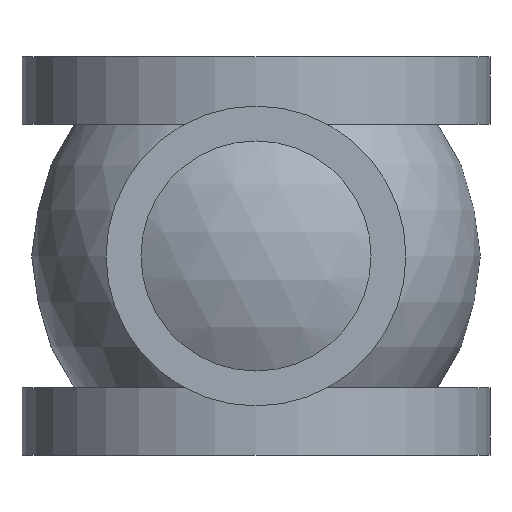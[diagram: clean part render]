
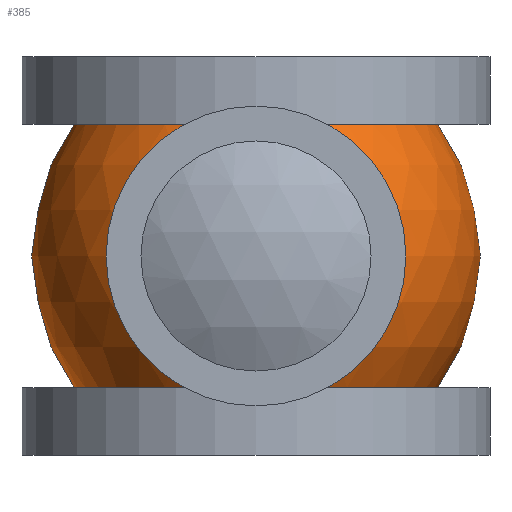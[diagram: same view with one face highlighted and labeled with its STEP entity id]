
A CAD part, left-side view. The second image highlights one B-rep face of the part: STEP entity #385.
In plain terms, the highlighted spherical face has radius 58 mm.
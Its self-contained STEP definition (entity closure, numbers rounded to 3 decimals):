
#14=SPHERICAL_SURFACE('',#457,58.);
#24=FACE_BOUND('',#94,.T.);
#59=FACE_OUTER_BOUND('',#93,.T.);
#93=EDGE_LOOP('',(#301,#302,#303,#304,#305,#306,#307,#308));
#94=EDGE_LOOP('',(#309));
#138=CIRCLE('',#425,46.989);
#145=CIRCLE('',#439,46.989);
#153=CIRCLE('',#455,31.75);
#154=CIRCLE('',#458,58.);
#155=CIRCLE('',#459,31.75);
#156=CIRCLE('',#460,58.);
#157=CIRCLE('',#461,31.75);
#169=VERTEX_POINT('',#629);
#176=VERTEX_POINT('',#653);
#184=VERTEX_POINT('',#681);
#185=VERTEX_POINT('',#686);
#186=VERTEX_POINT('',#688);
#202=EDGE_CURVE('',#169,#169,#138,.T.);
#212=EDGE_CURVE('',#176,#176,#145,.T.);
#224=EDGE_CURVE('',#184,#184,#153,.T.);
#226=EDGE_CURVE('',#169,#185,#154,.T.);
#227=EDGE_CURVE('',#185,#186,#155,.T.);
#228=EDGE_CURVE('',#186,#176,#156,.T.);
#229=EDGE_CURVE('',#186,#185,#157,.T.);
#301=ORIENTED_EDGE('',*,*,#202,.T.);
#302=ORIENTED_EDGE('',*,*,#226,.T.);
#303=ORIENTED_EDGE('',*,*,#227,.T.);
#304=ORIENTED_EDGE('',*,*,#228,.T.);
#305=ORIENTED_EDGE('',*,*,#212,.T.);
#306=ORIENTED_EDGE('',*,*,#228,.F.);
#307=ORIENTED_EDGE('',*,*,#229,.T.);
#308=ORIENTED_EDGE('',*,*,#226,.F.);
#309=ORIENTED_EDGE('',*,*,#224,.T.);
#385=ADVANCED_FACE('',(#59,#24),#14,.T.);
#425=AXIS2_PLACEMENT_3D('',#630,#503,#504);
#439=AXIS2_PLACEMENT_3D('',#654,#534,#535);
#455=AXIS2_PLACEMENT_3D('',#682,#570,#571);
#457=AXIS2_PLACEMENT_3D('',#685,#575,#576);
#458=AXIS2_PLACEMENT_3D('',#687,#577,#578);
#459=AXIS2_PLACEMENT_3D('',#689,#579,#580);
#460=AXIS2_PLACEMENT_3D('',#690,#581,#582);
#461=AXIS2_PLACEMENT_3D('',#691,#583,#584);
#503=DIRECTION('center_axis',(0.,0.,-1.));
#504=DIRECTION('ref_axis',(0.,-1.,0.));
#534=DIRECTION('center_axis',(0.,0.,1.));
#535=DIRECTION('ref_axis',(0.,1.,0.));
#570=DIRECTION('center_axis',(-1.,0.,0.));
#571=DIRECTION('ref_axis',(0.,0.,1.));
#575=DIRECTION('center_axis',(0.,0.,1.));
#576=DIRECTION('ref_axis',(1.,0.,0.));
#577=DIRECTION('center_axis',(0.,-1.,0.));
#578=DIRECTION('ref_axis',(-1.,0.,0.));
#579=DIRECTION('center_axis',(1.,0.,0.));
#580=DIRECTION('ref_axis',(0.,0.,1.));
#581=DIRECTION('center_axis',(0.,-1.,0.));
#582=DIRECTION('ref_axis',(-1.,0.,0.));
#583=DIRECTION('center_axis',(1.,0.,0.));
#584=DIRECTION('ref_axis',(0.,0.,1.));
#629=CARTESIAN_POINT('',(-46.989,0.,34.));
#630=CARTESIAN_POINT('Origin',(0.,0.,34.));
#653=CARTESIAN_POINT('',(-46.989,0.,-34.));
#654=CARTESIAN_POINT('Origin',(0.,0.,-34.));
#681=CARTESIAN_POINT('',(48.538,0.,-31.75));
#682=CARTESIAN_POINT('Origin',(48.538,0.,0.));
#685=CARTESIAN_POINT('Origin',(0.,0.,0.));
#686=CARTESIAN_POINT('',(-48.538,0.,31.75));
#687=CARTESIAN_POINT('Origin',(0.,0.,0.));
#688=CARTESIAN_POINT('',(-48.538,0.,-31.75));
#689=CARTESIAN_POINT('Origin',(-48.538,0.,0.));
#690=CARTESIAN_POINT('Origin',(0.,0.,0.));
#691=CARTESIAN_POINT('Origin',(-48.538,0.,0.));
